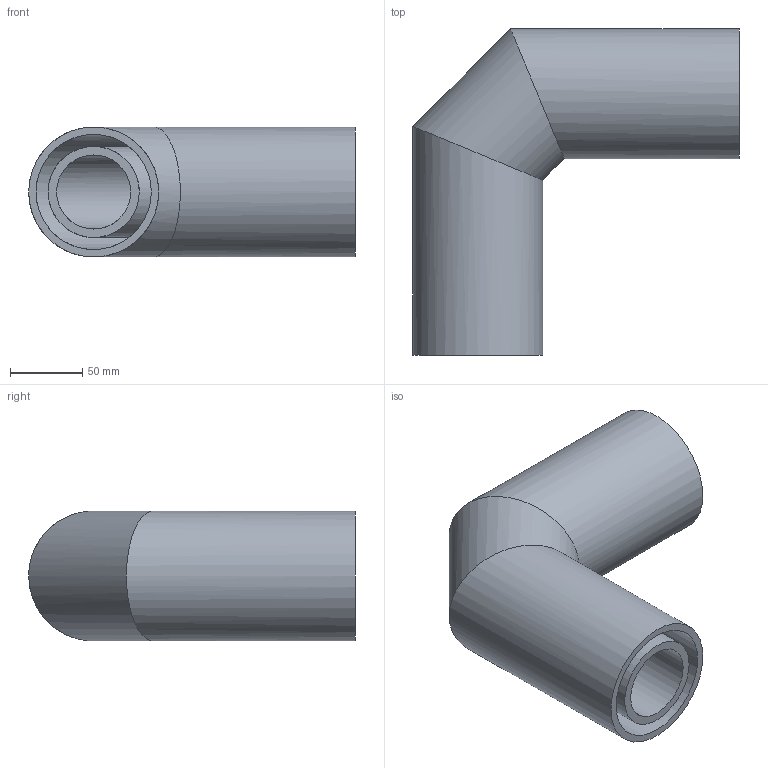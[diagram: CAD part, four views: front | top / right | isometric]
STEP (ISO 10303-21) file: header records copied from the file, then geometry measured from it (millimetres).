
FILE_DESCRIPTION (( 'STEP AP203' ), '1' );
FILE_NAME ('--7853338.STEP', '2016-06-21T14:24:06', ( '' ), ( '' ), 'SwSTEP 2.0', 'SolidWorks 2015', '' );
FILE_SCHEMA (( 'CONFIG_CONTROL_DESIGN' ));
Length unit declared in the file: inch
Products named in the file (1): --7853338
Bounding box: 225.93 x 225.93 x 89.92 mm (x, y, z)
Volume: 811600.5 mm3; surface area: 306140.5 mm2
Topology: 2 solids, 2 shells, 16 faces, 36 edges, 24 vertices
Faces by surface type: cylinder 12, plane 4
Full cylindrical faces by diameter (mm): 51.308 x3, 62.992 x3, 79.756 x3, 89.916 x3
Entity records: 425 total; most frequent: CARTESIAN_POINT 97, DIRECTION 50, ORIENTED_EDGE 32, EDGE_LOOP 32, FACE_OUTER_BOUND 28, AXIS2_PLACEMENT_3D 25, ADVANCED_FACE 16, VERTEX_POINT 16
